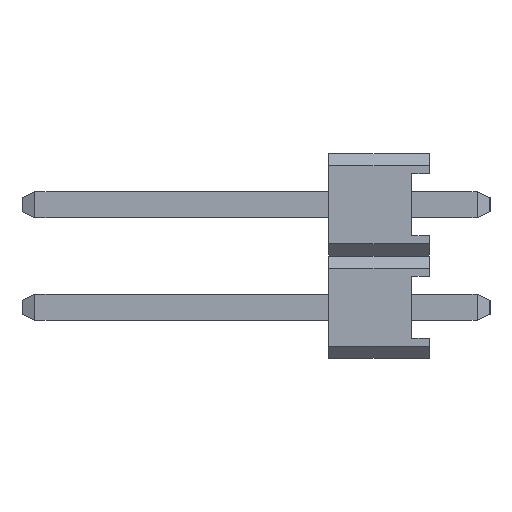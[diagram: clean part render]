
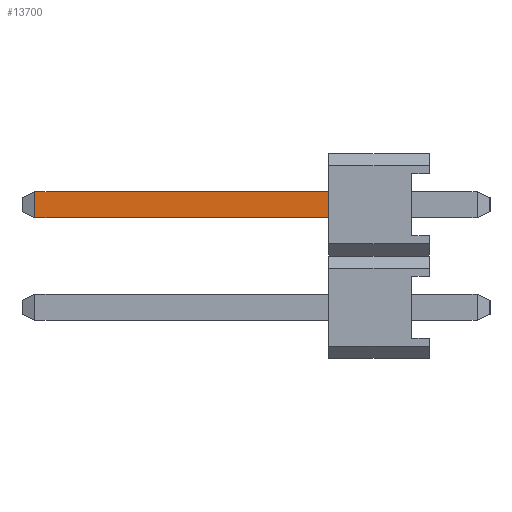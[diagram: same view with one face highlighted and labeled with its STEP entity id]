
A CAD part, left-side view. The second image highlights one B-rep face of the part: STEP entity #13700.
In plain terms, the highlighted planar face has unit normal (-1, 0, 0).
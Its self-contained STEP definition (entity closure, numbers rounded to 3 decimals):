
#7642 = DIRECTION ( 'NONE',  ( 0., 0., -1. ) ) ;
#7643 = DIRECTION ( 'NONE',  ( 1., 0., 0. ) ) ;
#7644 = CARTESIAN_POINT ( 'NONE',  ( -0.325, 10.1, 0.325 ) ) ;
#7645 = AXIS2_PLACEMENT_3D ( 'NONE', #7644, #7643, #7642 ) ;
#7646 = PLANE ( 'NONE',  #7645 ) ;
#7648 = FACE_OUTER_BOUND ( 'NONE', #13701, .T. ) ;
#7727 = LINE ( 'NONE', #7787, #7786 ) ;
#7728 = CARTESIAN_POINT ( 'NONE',  ( -0.325, 9.778, -0.325 ) ) ;
#7729 = DIRECTION ( 'NONE',  ( 0., 0., -1. ) ) ;
#7730 = VECTOR ( 'NONE', #7729, 1000. ) ;
#7731 = CARTESIAN_POINT ( 'NONE',  ( -0.325, 9.778, 0.325 ) ) ;
#7732 = LINE ( 'NONE', #7731, #7730 ) ;
#7748 = CARTESIAN_POINT ( 'NONE',  ( -0.325, 9.778, 0.325 ) ) ;
#7749 = DIRECTION ( 'NONE',  ( 0., -1., 0. ) ) ;
#7750 = VECTOR ( 'NONE', #7749, 1000. ) ;
#7751 = CARTESIAN_POINT ( 'NONE',  ( -0.325, 10.1, 0.325 ) ) ;
#7752 = LINE ( 'NONE', #7751, #7750 ) ;
#7785 = DIRECTION ( 'NONE',  ( 0., -1., 0. ) ) ;
#7786 = VECTOR ( 'NONE', #7785, 1000. ) ;
#7787 = CARTESIAN_POINT ( 'NONE',  ( -0.325, 10.1, -0.325 ) ) ;
#12413 = CARTESIAN_POINT ( 'NONE',  ( -0.325, 2.5, -0.325 ) ) ;
#12451 = CARTESIAN_POINT ( 'NONE',  ( -0.325, 2.5, 0.325 ) ) ;
#12452 = DIRECTION ( 'NONE',  ( 0., 0., 1. ) ) ;
#12453 = VECTOR ( 'NONE', #12452, 1000. ) ;
#12454 = CARTESIAN_POINT ( 'NONE',  ( -0.325, 2.5, 1.27 ) ) ;
#12455 = LINE ( 'NONE', #12454, #12453 ) ;
#13700 = ADVANCED_FACE ( 'NONE', ( #7648 ), #7646, .F. ) ;
#13701 = EDGE_LOOP ( 'NONE', ( #13714, #13717, #13736, #13738 ) ) ;
#13714 = ORIENTED_EDGE ( 'NONE', *, *, #13715, .F. ) ;
#13715 = EDGE_CURVE ( 'NONE', #13716, #23589, #7752, .T. ) ;
#13716 = VERTEX_POINT ( 'NONE', #7748 ) ;
#13717 = ORIENTED_EDGE ( 'NONE', *, *, #13733, .T. ) ;
#13733 = EDGE_CURVE ( 'NONE', #13716, #13734, #7732, .T. ) ;
#13734 = VERTEX_POINT ( 'NONE', #7728 ) ;
#13736 = ORIENTED_EDGE ( 'NONE', *, *, #13737, .T. ) ;
#13737 = EDGE_CURVE ( 'NONE', #13734, #23574, #7727, .T. ) ;
#13738 = ORIENTED_EDGE ( 'NONE', *, *, #23588, .T. ) ;
#23574 = VERTEX_POINT ( 'NONE', #12413 ) ;
#23588 = EDGE_CURVE ( 'NONE', #23574, #23589, #12455, .T. ) ;
#23589 = VERTEX_POINT ( 'NONE', #12451 ) ;
